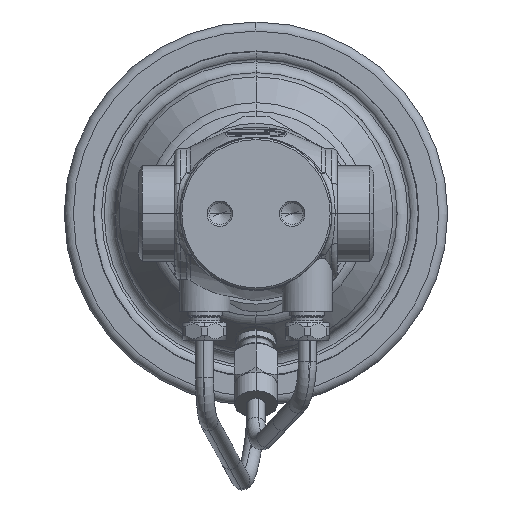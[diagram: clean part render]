
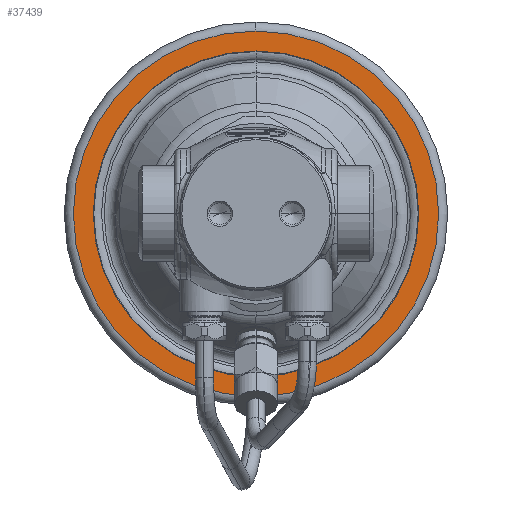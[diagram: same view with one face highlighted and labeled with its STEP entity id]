
A CAD part, front view. The second image highlights one B-rep face of the part: STEP entity #37439.
In plain terms, the highlighted planar face has unit normal (0, -1, 0).
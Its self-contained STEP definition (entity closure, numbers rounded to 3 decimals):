
#32763=CARTESIAN_POINT('',(0.,-4.5,0.));
#32764=DIRECTION('',(0.,1.,0.));
#32765=DIRECTION('',(1.,0.,0.));
#32766=AXIS2_PLACEMENT_3D('',#32763,#32764,#32765);
#32768=CARTESIAN_POINT('',(0.,-4.5,0.));
#32769=DIRECTION('',(0.,-1.,0.));
#32770=DIRECTION('',(1.,0.,0.));
#32771=AXIS2_PLACEMENT_3D('',#32768,#32769,#32770);
#32773=CARTESIAN_POINT('',(0.,-4.5,0.));
#32774=DIRECTION('',(0.,1.,0.));
#32775=DIRECTION('',(-1.,0.,0.));
#32776=AXIS2_PLACEMENT_3D('',#32773,#32774,#32775);
#32778=CARTESIAN_POINT('',(0.,-4.5,0.));
#32779=DIRECTION('',(0.,1.,0.));
#32780=DIRECTION('',(1.,0.,0.));
#32781=AXIS2_PLACEMENT_3D('',#32778,#32779,#32780);
#33444=CARTESIAN_POINT('',(45.,-4.5,0.));
#33446=VERTEX_POINT('',#33444);
#33448=CARTESIAN_POINT('',(-45.,-4.5,0.));
#33450=VERTEX_POINT('',#33448);
#33455=CARTESIAN_POINT('',(-50.5,-4.5,0.));
#33456=CARTESIAN_POINT('',(50.5,-4.5,0.));
#33457=VERTEX_POINT('',#33455);
#33458=VERTEX_POINT('',#33456);
#37426=CARTESIAN_POINT('',(0.,-4.5,0.));
#37427=DIRECTION('',(0.,-1.,0.));
#37428=DIRECTION('',(-1.,0.,0.));
#37429=AXIS2_PLACEMENT_3D('',#37426,#37427,#37428);
#37430=PLANE('',#37429);
#37431=ORIENTED_EDGE('',*,*,#33487,.T.);
#37432=ORIENTED_EDGE('',*,*,#33502,.T.);
#37433=EDGE_LOOP('',(#37431,#37432));
#37434=FACE_OUTER_BOUND('',#37433,.F.);
#37435=ORIENTED_EDGE('',*,*,#37419,.F.);
#37436=ORIENTED_EDGE('',*,*,#37408,.T.);
#37437=EDGE_LOOP('',(#37435,#37436));
#37438=FACE_BOUND('',#37437,.F.);
#32767=CIRCLE('',#32766,45.);
#32772=CIRCLE('',#32771,45.);
#32777=CIRCLE('',#32776,50.5);
#32782=CIRCLE('',#32781,50.5);
#33487=EDGE_CURVE('',#33457,#33458,#32777,.T.);
#33502=EDGE_CURVE('',#33458,#33457,#32782,.T.);
#37408=EDGE_CURVE('',#33446,#33450,#32772,.T.);
#37419=EDGE_CURVE('',#33446,#33450,#32767,.T.);
#37439=ADVANCED_FACE('',(#37434,#37438),#37430,.T.);
